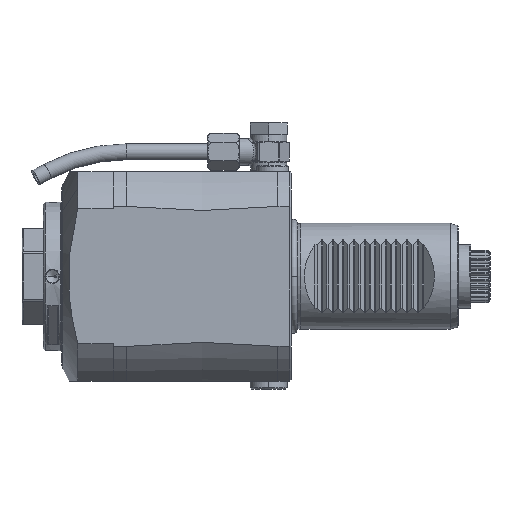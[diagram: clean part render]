
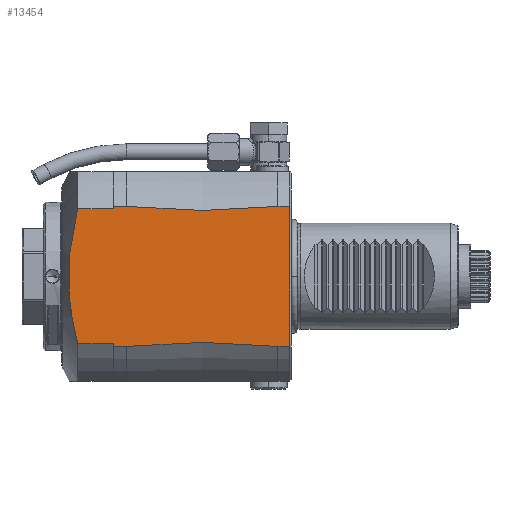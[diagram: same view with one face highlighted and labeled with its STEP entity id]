
A CAD part, front view. The second image highlights one B-rep face of the part: STEP entity #13454.
In plain terms, the highlighted planar face has unit normal (0, -1, 0).
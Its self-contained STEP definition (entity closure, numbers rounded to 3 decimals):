
#2750=DIRECTION('',(-1.,0.,0.));
#2751=VECTOR('',#2750,5.);
#2752=CARTESIAN_POINT('',(7.5,-39.5,-26.382));
#2753=LINE('',#2752,#2751);
#2754=DIRECTION('',(0.,0.,-1.));
#2755=VECTOR('',#2754,0.911);
#2756=CARTESIAN_POINT('',(2.5,-39.5,-25.471));
#2757=LINE('',#2756,#2755);
#2758=DIRECTION('',(1.,0.,0.));
#2759=VECTOR('',#2758,13.5);
#2760=CARTESIAN_POINT('',(-11.,-39.5,-25.471));
#2761=LINE('',#2760,#2759);
#2762=CARTESIAN_POINT('',(-11.,-39.5,25.471));
#2763=CARTESIAN_POINT('',(-11.16,-39.5,24.836));
#2764=CARTESIAN_POINT('',(-11.469,-39.5,23.58));
#2765=CARTESIAN_POINT('',(-11.897,-39.5,21.738));
#2766=CARTESIAN_POINT('',(-12.29,-39.5,19.929));
#2767=CARTESIAN_POINT('',(-12.651,-39.5,18.148));
#2768=CARTESIAN_POINT('',(-12.98,-39.5,16.389));
#2769=CARTESIAN_POINT('',(-13.277,-39.5,14.646));
#2770=CARTESIAN_POINT('',(-13.543,-39.5,12.913));
#2771=CARTESIAN_POINT('',(-13.778,-39.5,11.187));
#2772=CARTESIAN_POINT('',(-13.981,-39.5,9.466));
#2773=CARTESIAN_POINT('',(-14.152,-39.5,7.746));
#2774=CARTESIAN_POINT('',(-14.29,-39.5,6.026));
#2775=CARTESIAN_POINT('',(-14.394,-39.5,4.306));
#2776=CARTESIAN_POINT('',(-14.464,-39.5,2.584));
#2777=CARTESIAN_POINT('',(-14.499,-39.5,0.861));
#2778=CARTESIAN_POINT('',(-14.499,-39.5,-0.861));
#2779=CARTESIAN_POINT('',(-14.464,-39.5,-2.584));
#2780=CARTESIAN_POINT('',(-14.394,-39.5,-4.306));
#2781=CARTESIAN_POINT('',(-14.29,-39.5,-6.026));
#2782=CARTESIAN_POINT('',(-14.152,-39.5,-7.746));
#2783=CARTESIAN_POINT('',(-13.981,-39.5,-9.466));
#2784=CARTESIAN_POINT('',(-13.778,-39.5,-11.187));
#2785=CARTESIAN_POINT('',(-13.543,-39.5,-12.913));
#2786=CARTESIAN_POINT('',(-13.277,-39.5,-14.646));
#2787=CARTESIAN_POINT('',(-12.98,-39.5,-16.389));
#2788=CARTESIAN_POINT('',(-12.651,-39.5,-18.148));
#2789=CARTESIAN_POINT('',(-12.29,-39.5,-19.929));
#2790=CARTESIAN_POINT('',(-11.897,-39.5,-21.738));
#2791=CARTESIAN_POINT('',(-11.469,-39.5,-23.58));
#2792=CARTESIAN_POINT('',(-11.16,-39.5,-24.836));
#2793=CARTESIAN_POINT('',(-11.,-39.5,-25.471));
#2795=DIRECTION('',(1.,0.,0.));
#2796=VECTOR('',#2795,13.5);
#2797=CARTESIAN_POINT('',(-11.,-39.5,25.471));
#2798=LINE('',#2797,#2796);
#2799=DIRECTION('',(0.,0.,-1.));
#2800=VECTOR('',#2799,0.911);
#2801=CARTESIAN_POINT('',(2.5,-39.5,26.382));
#2802=LINE('',#2801,#2800);
#2803=DIRECTION('',(1.,0.,0.));
#2804=VECTOR('',#2803,5.);
#2805=CARTESIAN_POINT('',(2.5,-39.5,26.382));
#2806=LINE('',#2805,#2804);
#2807=CARTESIAN_POINT('',(64.5,-39.5,26.382));
#2808=CARTESIAN_POINT('',(62.779,-39.5,26.205));
#2809=CARTESIAN_POINT('',(59.334,-39.5,25.88));
#2810=CARTESIAN_POINT('',(54.162,-39.5,25.486));
#2811=CARTESIAN_POINT('',(48.983,-39.5,25.187));
#2812=CARTESIAN_POINT('',(43.796,-39.5,24.986));
#2813=CARTESIAN_POINT('',(38.601,-39.5,24.884));
#2814=CARTESIAN_POINT('',(33.404,-39.5,24.884));
#2815=CARTESIAN_POINT('',(28.209,-39.5,24.985));
#2816=CARTESIAN_POINT('',(23.021,-39.5,25.187));
#2817=CARTESIAN_POINT('',(17.841,-39.5,25.486));
#2818=CARTESIAN_POINT('',(12.668,-39.5,25.88));
#2819=CARTESIAN_POINT('',(9.222,-39.5,26.205));
#2820=CARTESIAN_POINT('',(7.5,-39.5,26.382));
#2822=DIRECTION('',(0.,0.,-1.));
#2823=VECTOR('',#2822,52.764);
#2824=CARTESIAN_POINT('',(69.,-39.5,26.382));
#2825=LINE('',#2824,#2823);
#2826=CARTESIAN_POINT('',(7.5,-39.5,-26.382));
#2827=CARTESIAN_POINT('',(9.222,-39.5,-26.205));
#2828=CARTESIAN_POINT('',(12.669,-39.5,-25.88));
#2829=CARTESIAN_POINT('',(17.843,-39.5,-25.486));
#2830=CARTESIAN_POINT('',(23.023,-39.5,-25.187));
#2831=CARTESIAN_POINT('',(28.211,-39.5,-24.985));
#2832=CARTESIAN_POINT('',(33.405,-39.5,-24.884));
#2833=CARTESIAN_POINT('',(38.602,-39.5,-24.884));
#2834=CARTESIAN_POINT('',(43.797,-39.5,-24.986));
#2835=CARTESIAN_POINT('',(48.984,-39.5,-25.187));
#2836=CARTESIAN_POINT('',(54.162,-39.5,-25.486));
#2837=CARTESIAN_POINT('',(59.334,-39.5,-25.881));
#2838=CARTESIAN_POINT('',(62.779,-39.5,-26.205));
#2839=CARTESIAN_POINT('',(64.5,-39.5,-26.382));
#4256=DIRECTION('',(1.,0.,0.));
#4257=VECTOR('',#4256,4.5);
#4258=CARTESIAN_POINT('',(64.5,-39.5,-26.382));
#4259=LINE('',#4258,#4257);
#4290=DIRECTION('',(1.,0.,0.));
#4291=VECTOR('',#4290,4.5);
#4292=CARTESIAN_POINT('',(64.5,-39.5,26.382));
#4293=LINE('',#4292,#4291);
#9498=VERTEX_POINT('',#2807);
#9499=VERTEX_POINT('',#2820);
#9500=VERTEX_POINT('',#2826);
#9501=VERTEX_POINT('',#2839);
#9519=CARTESIAN_POINT('',(69.001,-39.5,-26.382));
#9521=VERTEX_POINT('',#9519);
#9526=CARTESIAN_POINT('',(69.001,-39.5,26.382));
#9528=VERTEX_POINT('',#9526);
#10062=CARTESIAN_POINT('',(2.5,-39.5,26.382));
#10063=VERTEX_POINT('',#10062);
#10064=CARTESIAN_POINT('',(2.5,-39.5,25.471));
#10065=VERTEX_POINT('',#10064);
#10066=CARTESIAN_POINT('',(2.5,-39.5,-25.471));
#10067=CARTESIAN_POINT('',(2.5,-39.5,-26.382));
#10068=VERTEX_POINT('',#10066);
#10069=VERTEX_POINT('',#10067);
#10070=CARTESIAN_POINT('',(-11.,-39.5,25.471));
#10071=VERTEX_POINT('',#10070);
#10072=CARTESIAN_POINT('',(-11.,-39.5,-25.471));
#10073=VERTEX_POINT('',#10072);
#13426=CARTESIAN_POINT('',(2.5,-39.5,26.382));
#13427=DIRECTION('',(0.,1.,0.));
#13428=DIRECTION('',(0.,0.,-1.));
#13429=AXIS2_PLACEMENT_3D('',#13426,#13427,#13428);
#13430=PLANE('',#13429);
#13432=ORIENTED_EDGE('',*,*,#13431,.T.);
#13434=ORIENTED_EDGE('',*,*,#13433,.F.);
#13436=ORIENTED_EDGE('',*,*,#13435,.F.);
#13438=ORIENTED_EDGE('',*,*,#13437,.F.);
#13439=ORIENTED_EDGE('',*,*,#13389,.T.);
#13440=ORIENTED_EDGE('',*,*,#13407,.F.);
#13441=ORIENTED_EDGE('',*,*,#13417,.T.);
#13443=ORIENTED_EDGE('',*,*,#13442,.F.);
#13445=ORIENTED_EDGE('',*,*,#13444,.T.);
#13447=ORIENTED_EDGE('',*,*,#13446,.T.);
#13449=ORIENTED_EDGE('',*,*,#13448,.F.);
#13451=ORIENTED_EDGE('',*,*,#13450,.F.);
#13452=EDGE_LOOP('',(#13432,#13434,#13436,#13438,#13439,#13440,#13441,#13443,
#13445,#13447,#13449,#13451));
#13453=FACE_OUTER_BOUND('',#13452,.F.);
#2794=B_SPLINE_CURVE_WITH_KNOTS('',3,(#2762,#2763,#2764,#2765,#2766,#2767,#2768,
#2769,#2770,#2771,#2772,#2773,#2774,#2775,#2776,#2777,#2778,#2779,#2780,#2781,
#2782,#2783,#2784,#2785,#2786,#2787,#2788,#2789,#2790,#2791,#2792,#2793),
.UNSPECIFIED.,.F.,.F.,(4,1,1,1,1,1,1,1,1,1,1,1,1,1,1,1,1,1,1,1,1,1,1,1,1,1,1,1,
1,4),(0.,0.034,0.069,0.103,
0.138,0.172,0.207,0.241,
0.276,0.31,0.345,0.379,
0.414,0.448,0.483,0.517,
0.552,0.586,0.621,0.655,
0.69,0.724,0.759,0.793,
0.828,0.862,0.897,0.931,
0.966,1.),.UNSPECIFIED.);
#2821=B_SPLINE_CURVE_WITH_KNOTS('',3,(#2807,#2808,#2809,#2810,#2811,#2812,#2813,
#2814,#2815,#2816,#2817,#2818,#2819,#2820),.UNSPECIFIED.,.F.,.F.,(4,1,1,1,1,1,1,
1,1,1,1,4),(0.,0.091,0.182,0.273,
0.364,0.455,0.545,0.636,
0.727,0.818,0.909,1.),.UNSPECIFIED.);
#2840=B_SPLINE_CURVE_WITH_KNOTS('',3,(#2826,#2827,#2828,#2829,#2830,#2831,#2832,
#2833,#2834,#2835,#2836,#2837,#2838,#2839),.UNSPECIFIED.,.F.,.F.,(4,1,1,1,1,1,1,
1,1,1,1,4),(0.,0.091,0.182,0.273,
0.364,0.455,0.545,0.636,
0.727,0.818,0.909,1.),.UNSPECIFIED.);
#13389=EDGE_CURVE('',#10071,#10065,#2798,.T.);
#13407=EDGE_CURVE('',#10063,#10065,#2802,.T.);
#13417=EDGE_CURVE('',#10063,#9499,#2806,.T.);
#13431=EDGE_CURVE('',#9500,#10069,#2753,.T.);
#13433=EDGE_CURVE('',#10068,#10069,#2757,.T.);
#13435=EDGE_CURVE('',#10073,#10068,#2761,.T.);
#13437=EDGE_CURVE('',#10071,#10073,#2794,.T.);
#13442=EDGE_CURVE('',#9498,#9499,#2821,.T.);
#13444=EDGE_CURVE('',#9498,#9528,#4293,.T.);
#13446=EDGE_CURVE('',#9528,#9521,#2825,.T.);
#13448=EDGE_CURVE('',#9501,#9521,#4259,.T.);
#13450=EDGE_CURVE('',#9500,#9501,#2840,.T.);
#13454=ADVANCED_FACE('',(#13453),#13430,.F.);
